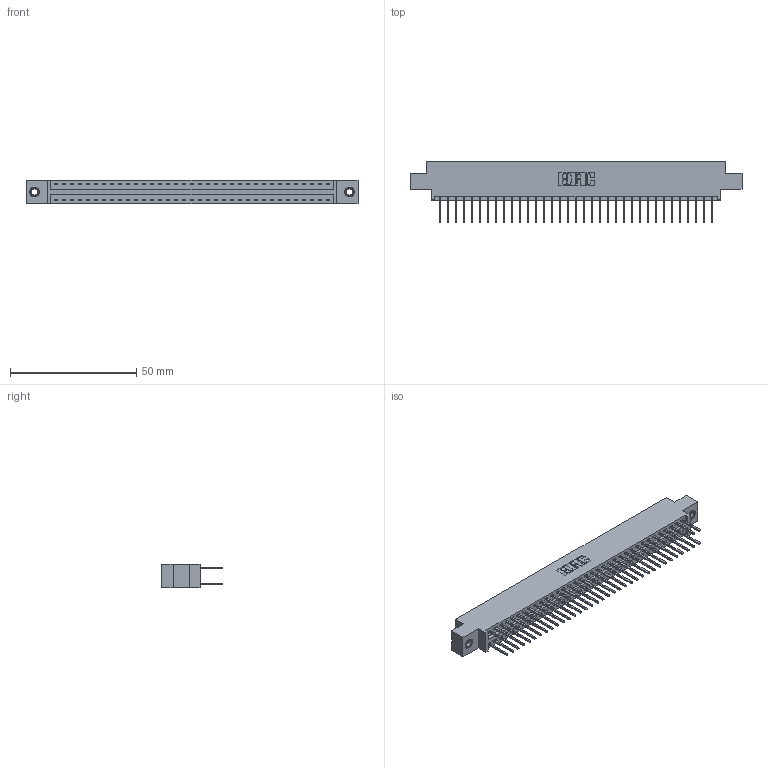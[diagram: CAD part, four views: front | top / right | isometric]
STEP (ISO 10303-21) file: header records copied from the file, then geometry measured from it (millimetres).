
FILE_DESCRIPTION (( 'STEP AP203' ), '1' );
FILE_NAME ('346-070-526-807.STEP', '2022-05-24T21:24:24', ( '' ), ( '' ), 'SwSTEP 2.0', 'SolidWorks 2020', '' );
FILE_SCHEMA (( 'CONFIG_CONTROL_DESIGN' ));
Length unit declared in the file: inch
Products named in the file (4): 346 Part_0.170 Offset - 0.156 Dia-TI; 345-292-001_345-293-126; 346-070-526-807; 345-250-001_345-250-005-103
Assembly tree (73 placements, depth 2):
  346-070-526-807
    346 Part_0.170 Offset - 0.156 Dia-TI
    345-292-001_345-293-126  x70
    345-250-001_345-250-005-103  x2
Bounding box: 131.7 x 24.13 x 9.4 mm (x, y, z)
Volume: 12734.6 mm3; surface area: 18121.7 mm2
Topology: 73 solids, 73 shells, 3826 faces, 11327 edges, 7450 vertices
Faces by surface type: plane 2562, cylinder 1248, cone 12, torus 4
Entity records: 25120 total; most frequent: CARTESIAN_POINT 4135, ORIENTED_EDGE 4062, DIRECTION 3721, EDGE_CURVE 2031, VECTOR 1739, LINE 1739, VERTEX_POINT 1348, AXIS2_PLACEMENT_3D 991
